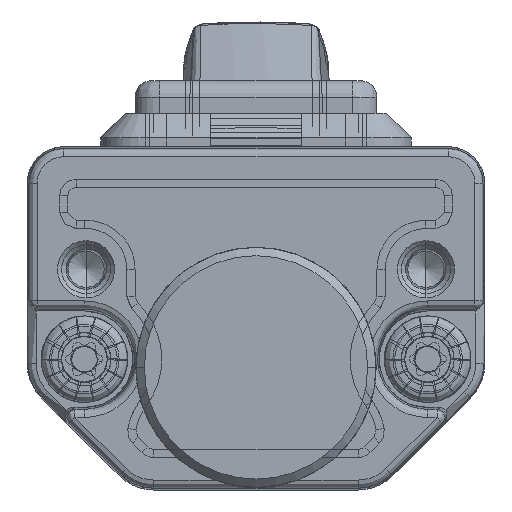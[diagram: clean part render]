
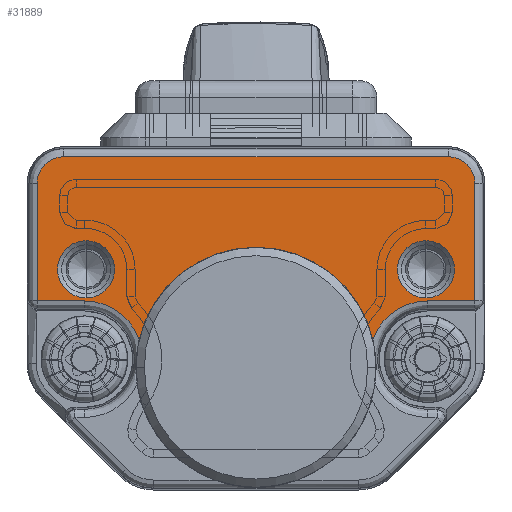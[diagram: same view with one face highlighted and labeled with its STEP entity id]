
A CAD part, left-side view. The second image highlights one B-rep face of the part: STEP entity #31889.
In plain terms, the highlighted face is planar.
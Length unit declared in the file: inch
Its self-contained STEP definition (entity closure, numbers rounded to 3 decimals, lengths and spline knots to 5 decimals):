
#28584=CARTESIAN_POINT('',(13.,8.,10.5));
#28585=DIRECTION('',(-1.,0.,0.));
#28586=DIRECTION('',(0.,1.,0.));
#28587=AXIS2_PLACEMENT_3D('',#28584,#28585,#28586);
#28589=DIRECTION('',(0.,0.,-1.));
#28590=VECTOR('',#28589,2.8909);
#28591=CARTESIAN_POINT('',(13.,11.56353,13.3909));
#28592=LINE('',#28591,#28590);
#28593=DIRECTION('',(0.,-1.,0.));
#28594=VECTOR('',#28593,7.18647);
#28595=CARTESIAN_POINT('',(13.,18.75,13.3909));
#28596=LINE('',#28595,#28594);
#28597=CARTESIAN_POINT('',(13.,18.75,11.75));
#28598=DIRECTION('',(1.,0.,0.));
#28599=DIRECTION('',(0.,1.,0.));
#28600=AXIS2_PLACEMENT_3D('',#28597,#28598,#28599);
#28602=DIRECTION('',(0.,0.,1.));
#28603=VECTOR('',#28602,23.5);
#28604=CARTESIAN_POINT('',(13.,20.3909,-11.75));
#28605=LINE('',#28604,#28603);
#28606=CARTESIAN_POINT('',(13.,18.75,-11.75));
#28607=DIRECTION('',(1.,0.,0.));
#28608=DIRECTION('',(0.,0.,-1.));
#28609=AXIS2_PLACEMENT_3D('',#28606,#28607,#28608);
#28611=DIRECTION('',(0.,1.,0.));
#28612=VECTOR('',#28611,7.18647);
#28613=CARTESIAN_POINT('',(13.,11.56353,-13.3909));
#28614=LINE('',#28613,#28612);
#28615=DIRECTION('',(0.,0.,-1.));
#28616=VECTOR('',#28615,2.8909);
#28617=CARTESIAN_POINT('',(13.,11.56353,-10.5));
#28618=LINE('',#28617,#28616);
#28619=CARTESIAN_POINT('',(13.,8.,-10.5));
#28620=DIRECTION('',(-1.,0.,0.));
#28621=DIRECTION('',(0.,0.34,0.941));
#28622=AXIS2_PLACEMENT_3D('',#28619,#28620,#28621);
#28624=CARTESIAN_POINT('',(13.,7.5,0.));
#28625=DIRECTION('',(1.,0.,0.));
#28626=DIRECTION('',(0.,0.233,-0.973));
#28627=AXIS2_PLACEMENT_3D('',#28624,#28625,#28626);
#28683=CARTESIAN_POINT('',(13.,13.5,-10.3923));
#28684=DIRECTION('',(-1.,0.,0.));
#28685=DIRECTION('',(0.,1.,0.));
#28686=AXIS2_PLACEMENT_3D('',#28683,#28684,#28685);
#28688=CARTESIAN_POINT('',(13.,13.5,-10.3923));
#28689=DIRECTION('',(-1.,0.,0.));
#28690=DIRECTION('',(0.,-1.,0.));
#28691=AXIS2_PLACEMENT_3D('',#28688,#28689,#28690);
#28693=CARTESIAN_POINT('',(13.,13.5,10.3923));
#28694=DIRECTION('',(-1.,0.,0.));
#28695=DIRECTION('',(0.,1.,0.));
#28696=AXIS2_PLACEMENT_3D('',#28693,#28694,#28695);
#28698=CARTESIAN_POINT('',(13.,13.5,10.3923));
#28699=DIRECTION('',(-1.,0.,0.));
#28700=DIRECTION('',(0.,-1.,0.));
#28701=AXIS2_PLACEMENT_3D('',#28698,#28699,#28700);
#29340=CARTESIAN_POINT('',(13.,20.3909,11.75));
#29341=CARTESIAN_POINT('',(13.,18.75,13.3909));
#29342=VERTEX_POINT('',#29340);
#29343=VERTEX_POINT('',#29341);
#29348=CARTESIAN_POINT('',(13.,20.3909,-11.75));
#29349=VERTEX_POINT('',#29348);
#29352=CARTESIAN_POINT('',(13.,18.75,-13.3909));
#29353=VERTEX_POINT('',#29352);
#29388=CARTESIAN_POINT('',(13.,11.56353,10.5));
#29389=CARTESIAN_POINT('',(13.,9.21015,7.14824));
#29390=VERTEX_POINT('',#29388);
#29391=VERTEX_POINT('',#29389);
#29420=CARTESIAN_POINT('',(13.,11.56353,13.3909));
#29421=VERTEX_POINT('',#29420);
#29430=CARTESIAN_POINT('',(13.,9.21015,-7.14824));
#29431=CARTESIAN_POINT('',(13.,11.56353,-10.5));
#29432=VERTEX_POINT('',#29430);
#29433=VERTEX_POINT('',#29431);
#29462=CARTESIAN_POINT('',(13.,11.56353,-13.3909));
#29463=VERTEX_POINT('',#29462);
#29662=CARTESIAN_POINT('',(13.,15.25,-10.3923));
#29663=CARTESIAN_POINT('',(13.,11.75,-10.3923));
#29664=VERTEX_POINT('',#29662);
#29665=VERTEX_POINT('',#29663);
#29666=CARTESIAN_POINT('',(13.,15.25,10.3923));
#29667=CARTESIAN_POINT('',(13.,11.75,10.3923));
#29668=VERTEX_POINT('',#29666);
#29669=VERTEX_POINT('',#29667);
#31850=CARTESIAN_POINT('',(13.,0.,0.));
#31851=DIRECTION('',(1.,0.,0.));
#31852=DIRECTION('',(0.,0.,-1.));
#31853=AXIS2_PLACEMENT_3D('',#31850,#31851,#31852);
#31854=PLANE('',#31853);
#31856=ORIENTED_EDGE('',*,*,#31855,.F.);
#31858=ORIENTED_EDGE('',*,*,#31857,.F.);
#31860=ORIENTED_EDGE('',*,*,#31859,.F.);
#31862=ORIENTED_EDGE('',*,*,#31861,.F.);
#31864=ORIENTED_EDGE('',*,*,#31863,.F.);
#31866=ORIENTED_EDGE('',*,*,#31865,.F.);
#31868=ORIENTED_EDGE('',*,*,#31867,.F.);
#31870=ORIENTED_EDGE('',*,*,#31869,.F.);
#31872=ORIENTED_EDGE('',*,*,#31871,.F.);
#31874=ORIENTED_EDGE('',*,*,#31873,.T.);
#31875=EDGE_LOOP('',(#31856,#31858,#31860,#31862,#31864,#31866,#31868,#31870,
#31872,#31874));
#31876=FACE_OUTER_BOUND('',#31875,.F.);
#31878=ORIENTED_EDGE('',*,*,#31877,.F.);
#31880=ORIENTED_EDGE('',*,*,#31879,.F.);
#31881=EDGE_LOOP('',(#31878,#31880));
#31882=FACE_BOUND('',#31881,.F.);
#31884=ORIENTED_EDGE('',*,*,#31883,.F.);
#31886=ORIENTED_EDGE('',*,*,#31885,.F.);
#31887=EDGE_LOOP('',(#31884,#31886));
#31888=FACE_BOUND('',#31887,.F.);
#31889=ADVANCED_FACE('',(#31876,#31882,#31888),#31854,.T.);
#28588=CIRCLE('',#28587,3.56353);
#28601=CIRCLE('',#28600,1.6409);
#28610=CIRCLE('',#28609,1.6409);
#28623=CIRCLE('',#28622,3.56353);
#28628=CIRCLE('',#28627,7.35);
#28687=CIRCLE('',#28686,1.75);
#28692=CIRCLE('',#28691,1.75);
#28697=CIRCLE('',#28696,1.75);
#28702=CIRCLE('',#28701,1.75);
#31855=EDGE_CURVE('',#29390,#29391,#28588,.T.);
#31857=EDGE_CURVE('',#29421,#29390,#28592,.T.);
#31859=EDGE_CURVE('',#29343,#29421,#28596,.T.);
#31861=EDGE_CURVE('',#29342,#29343,#28601,.T.);
#31863=EDGE_CURVE('',#29349,#29342,#28605,.T.);
#31865=EDGE_CURVE('',#29353,#29349,#28610,.T.);
#31867=EDGE_CURVE('',#29463,#29353,#28614,.T.);
#31869=EDGE_CURVE('',#29433,#29463,#28618,.T.);
#31871=EDGE_CURVE('',#29432,#29433,#28623,.T.);
#31873=EDGE_CURVE('',#29432,#29391,#28628,.T.);
#31877=EDGE_CURVE('',#29664,#29665,#28687,.T.);
#31879=EDGE_CURVE('',#29665,#29664,#28692,.T.);
#31883=EDGE_CURVE('',#29668,#29669,#28697,.T.);
#31885=EDGE_CURVE('',#29669,#29668,#28702,.T.);
